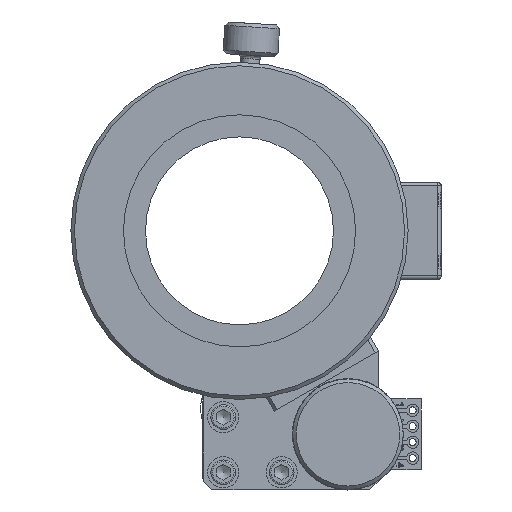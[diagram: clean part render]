
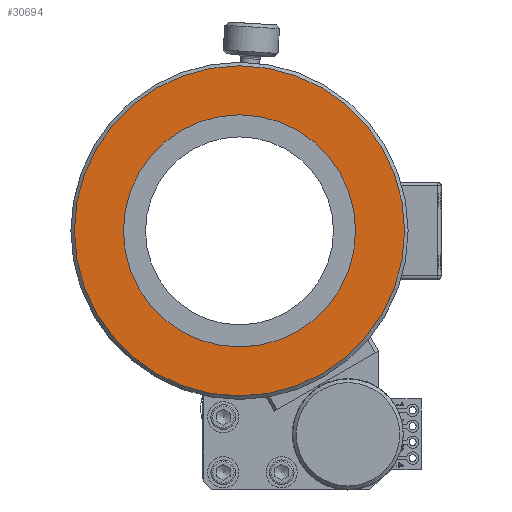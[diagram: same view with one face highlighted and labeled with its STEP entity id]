
A CAD part, front view. The second image highlights one B-rep face of the part: STEP entity #30694.
In plain terms, the highlighted face is planar.
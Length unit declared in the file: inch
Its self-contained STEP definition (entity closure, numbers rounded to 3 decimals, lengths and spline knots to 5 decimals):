
#30663=CARTESIAN_POINT('',(0.67903,0.933,0.));
#30664=VERTEX_POINT('',#30663);
#30665=CARTESIAN_POINT('',(0.67903,0.0,0.0));
#30666=DIRECTION('',(-1.0,0.0,0.0));
#30667=DIRECTION('',(0.0,-1.0,0.0));
#30668=AXIS2_PLACEMENT_3D('',#30665,#30666,#30667);
#30669=CIRCLE('',#30668,0.933);
#30670=EDGE_CURVE('',#30664,#30664,#30669,.T.);
#30675=CARTESIAN_POINT('',(0.67903,0.77557,0.0));
#30676=DIRECTION('',(1.0,0.0,0.0));
#30677=DIRECTION('',(0.0,0.0,-1.0));
#30678=AXIS2_PLACEMENT_3D('',#30675,#30676,#30677);
#30679=PLANE('',#30678);
#30680=ORIENTED_EDGE('',*,*,#30670,.F.);
#30681=EDGE_LOOP('',(#30680));
#30682=FACE_OUTER_BOUND('',#30681,.T.);
#30683=CARTESIAN_POINT('',(0.67903,0.59813,0.0));
#30684=VERTEX_POINT('',#30683);
#30685=CARTESIAN_POINT('',(0.67903,0.0,0.0));
#30686=DIRECTION('',(1.0,0.0,0.0));
#30687=DIRECTION('',(0.0,1.0,0.0));
#30688=AXIS2_PLACEMENT_3D('',#30685,#30686,#30687);
#30689=CIRCLE('',#30688,0.59813);
#30690=EDGE_CURVE('',#30684,#30684,#30689,.T.);
#30691=ORIENTED_EDGE('',*,*,#30690,.F.);
#30692=EDGE_LOOP('',(#30691));
#30693=FACE_BOUND('',#30692,.T.);
#30694=ADVANCED_FACE('',(#30682,#30693),#30679,.T.);
